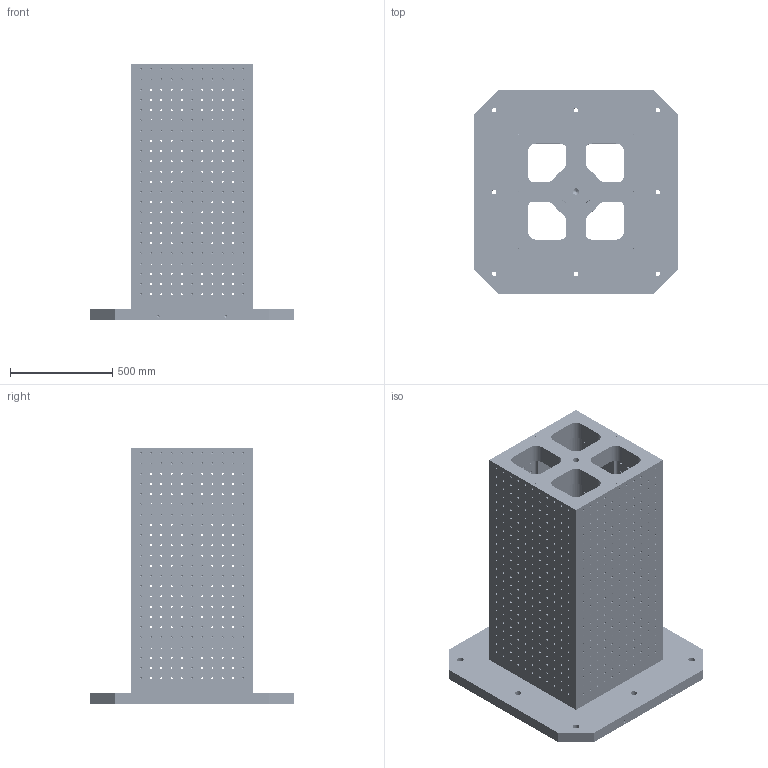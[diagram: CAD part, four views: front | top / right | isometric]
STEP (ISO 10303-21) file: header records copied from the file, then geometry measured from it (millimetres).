
FILE_DESCRIPTION( ( 'Unknown' ), '1' );
FILE_NAME( 'BP08-10001000-1250-12.stp', 'Unknown', ( 'S.C.H' ), ( 'Unknown' ), 'XStep 1.0', 'Unknown', ' ' );
FILE_SCHEMA( ( 'CONFIG_CONTROL_DESIGN' ) );
Length unit declared in the file: millimetre
Products named in the file (1): 1
Bounding box: 1000 x 1000 x 1250 mm (x, y, z)
Volume: 186942500.9 mm3; surface area: 9651571.9 mm2
Topology: 1 solids, 1 shells, 2095 faces, 6624 edges, 4520 vertices
Faces by surface type: cylinder 1252, cone 496, plane 207, torus 140
Full cylindrical faces by diameter (mm): 5 x8, 10.106 x1012, 14 x3, 22 x8, 31.67 x1, 32 x8
Entity records: 60098 total; most frequent: CARTESIAN_POINT 11808, DIRECTION 10340, ORIENTED_EDGE 7120, AXIS2_PLACEMENT_3D 4796, EDGE_LOOP 4724, EDGE_CURVE 3560, VERTEX_POINT 3488, FACE_OUTER_BOUND 3135
